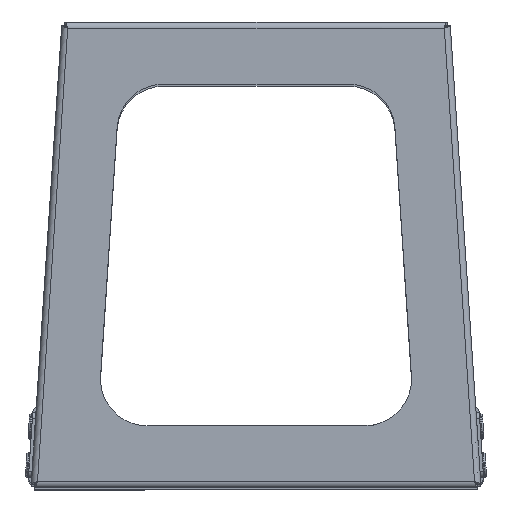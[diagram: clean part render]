
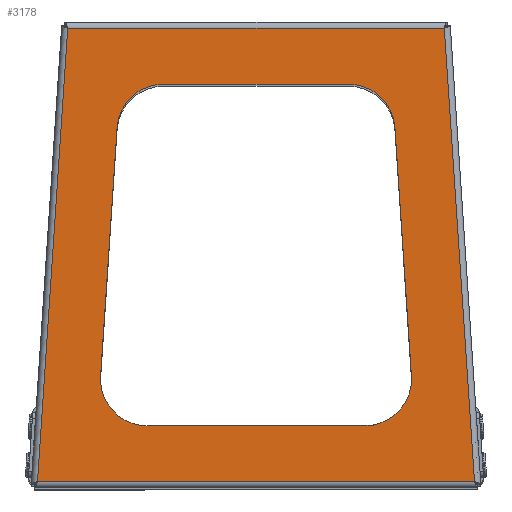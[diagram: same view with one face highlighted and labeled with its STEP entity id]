
A CAD part, top view. The second image highlights one B-rep face of the part: STEP entity #3178.
In plain terms, the highlighted planar face has unit normal (0, 0, 1).
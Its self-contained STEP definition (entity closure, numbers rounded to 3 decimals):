
#109 = AXIS2_PLACEMENT_3D ( 'NONE', #9686, #883, #4822 ) ;
#272 = ORIENTED_EDGE ( 'NONE', *, *, #2049, .F. ) ;
#347 = VECTOR ( 'NONE', #3467, 1000. ) ;
#353 = CIRCLE ( 'NONE', #8990, 30. ) ;
#369 = VECTOR ( 'NONE', #10725, 1000. ) ;
#370 = VECTOR ( 'NONE', #9943, 1000. ) ;
#392 = AXIS2_PLACEMENT_3D ( 'NONE', #8824, #12670, #3982 ) ;
#507 = EDGE_CURVE ( 'NONE', #1676, #1119, #5491, .T. ) ;
#559 = LINE ( 'NONE', #10339, #347 ) ;
#852 = CARTESIAN_POINT ( 'NONE',  ( -121.138, 147.799, 0. ) ) ;
#883 = DIRECTION ( 'NONE',  ( 0., 0., 1. ) ) ;
#908 = DIRECTION ( 'NONE',  ( -0.067, -0.998, 0. ) ) ;
#928 = CARTESIAN_POINT ( 'NONE',  ( 70.178, -110., 0. ) ) ;
#1119 = VERTEX_POINT ( 'NONE', #1951 ) ;
#1123 = DIRECTION ( 'NONE',  ( -0.067, -0.998, 0. ) ) ;
#1260 = ORIENTED_EDGE ( 'NONE', *, *, #5823, .T. ) ;
#1329 = VERTEX_POINT ( 'NONE', #6526 ) ;
#1414 = EDGE_CURVE ( 'NONE', #4968, #1329, #11579, .T. ) ;
#1523 = ORIENTED_EDGE ( 'NONE', *, *, #3220, .F. ) ;
#1589 = VECTOR ( 'NONE', #1123, 1000. ) ;
#1673 = ORIENTED_EDGE ( 'NONE', *, *, #10527, .F. ) ;
#1676 = VERTEX_POINT ( 'NONE', #5540 ) ;
#1690 = ORIENTED_EDGE ( 'NONE', *, *, #9378, .T. ) ;
#1703 = EDGE_CURVE ( 'NONE', #7431, #10715, #353, .T. ) ;
#1785 = VECTOR ( 'NONE', #908, 1000. ) ;
#1824 = ORIENTED_EDGE ( 'NONE', *, *, #5993, .F. ) ;
#1951 = CARTESIAN_POINT ( 'NONE',  ( 100.112, -78.004, 0. ) ) ;
#1952 = CARTESIAN_POINT ( 'NONE',  ( -59.511, 110., 0. ) ) ;
#2049 = EDGE_CURVE ( 'NONE', #10715, #5894, #9049, .T. ) ;
#2111 = DIRECTION ( 'NONE',  ( 0., 0., 1. ) ) ;
#2163 = VERTEX_POINT ( 'NONE', #7434 ) ;
#2280 = VERTEX_POINT ( 'NONE', #928 ) ;
#3071 = EDGE_CURVE ( 'NONE', #2163, #8409, #3789, .T. ) ;
#3178 = ADVANCED_FACE ( 'NONE', ( #11699, #3922 ), #10486, .T. ) ;
#3220 = EDGE_CURVE ( 'NONE', #11841, #2280, #8688, .T. ) ;
#3372 = AXIS2_PLACEMENT_3D ( 'NONE', #3670, #7719, #12541 ) ;
#3391 = EDGE_LOOP ( 'NONE', ( #6251, #1260, #3681, #1690 ) ) ;
#3459 = VECTOR ( 'NONE', #9794, 1000. ) ;
#3467 = DIRECTION ( 'NONE',  ( 1., 0., 0. ) ) ;
#3670 = CARTESIAN_POINT ( 'NONE',  ( 0., 0., 0. ) ) ;
#3681 = ORIENTED_EDGE ( 'NONE', *, *, #6935, .T. ) ;
#3699 = CIRCLE ( 'NONE', #6999, 30. ) ;
#3789 = CIRCLE ( 'NONE', #11983, 30. ) ;
#3922 = FACE_OUTER_BOUND ( 'NONE', #3391, .T. ) ;
#3982 = DIRECTION ( 'NONE',  ( -1., 0., 0. ) ) ;
#4205 = CARTESIAN_POINT ( 'NONE',  ( -89.445, 81.996, 0. ) ) ;
#4620 = DIRECTION ( 'NONE',  ( 1., 0., 0. ) ) ;
#4622 = CARTESIAN_POINT ( 'NONE',  ( -89.445, 81.996, 0. ) ) ;
#4671 = LINE ( 'NONE', #1952, #3459 ) ;
#4685 = DIRECTION ( 'NONE',  ( 0., 0., 1. ) ) ;
#4720 = EDGE_CURVE ( 'NONE', #5894, #11841, #5976, .T. ) ;
#4822 = DIRECTION ( 'NONE',  ( -1., 0., 0. ) ) ;
#4958 = LINE ( 'NONE', #6837, #370 ) ;
#4968 = VERTEX_POINT ( 'NONE', #11547 ) ;
#5481 = CARTESIAN_POINT ( 'NONE',  ( 59.511, 80., 0. ) ) ;
#5491 = CIRCLE ( 'NONE', #109, 30. ) ;
#5540 = CARTESIAN_POINT ( 'NONE',  ( 100.178, -80., 0. ) ) ;
#5559 = DIRECTION ( 'NONE',  ( -1., 0., 0. ) ) ;
#5823 = EDGE_CURVE ( 'NONE', #1329, #9822, #559, .T. ) ;
#5894 = VERTEX_POINT ( 'NONE', #10724 ) ;
#5976 = CIRCLE ( 'NONE', #392, 30. ) ;
#5990 = LINE ( 'NONE', #9876, #11664 ) ;
#5993 = EDGE_CURVE ( 'NONE', #1119, #2163, #5990, .T. ) ;
#6246 = CARTESIAN_POINT ( 'NONE',  ( 121.258, 146., 0. ) ) ;
#6251 = ORIENTED_EDGE ( 'NONE', *, *, #1414, .T. ) ;
#6253 = CARTESIAN_POINT ( 'NONE',  ( 59.511, 110., 0. ) ) ;
#6526 = CARTESIAN_POINT ( 'NONE',  ( -140.724, -146., 0. ) ) ;
#6629 = CARTESIAN_POINT ( 'NONE',  ( -59.511, 80., 0. ) ) ;
#6660 = CARTESIAN_POINT ( 'NONE',  ( 140.724, -146., 0. ) ) ;
#6837 = CARTESIAN_POINT ( 'NONE',  ( 123.06, 146., 0. ) ) ;
#6838 = DIRECTION ( 'NONE',  ( 1., 0., 0. ) ) ;
#6935 = EDGE_CURVE ( 'NONE', #9822, #11889, #9692, .T. ) ;
#6999 = AXIS2_PLACEMENT_3D ( 'NONE', #10137, #2111, #11155 ) ;
#7041 = ORIENTED_EDGE ( 'NONE', *, *, #507, .F. ) ;
#7431 = VERTEX_POINT ( 'NONE', #9806 ) ;
#7434 = CARTESIAN_POINT ( 'NONE',  ( 89.445, 81.996, 0. ) ) ;
#7719 = DIRECTION ( 'NONE',  ( 0., 0., 1. ) ) ;
#7726 = ORIENTED_EDGE ( 'NONE', *, *, #3071, .F. ) ;
#7744 = ORIENTED_EDGE ( 'NONE', *, *, #4720, .F. ) ;
#8289 = DIRECTION ( 'NONE',  ( 0., 0., 1. ) ) ;
#8409 = VERTEX_POINT ( 'NONE', #6253 ) ;
#8616 = CARTESIAN_POINT ( 'NONE',  ( 140.862, -148.06, 0. ) ) ;
#8688 = LINE ( 'NONE', #12604, #12191 ) ;
#8824 = CARTESIAN_POINT ( 'NONE',  ( -70.178, -80., 0. ) ) ;
#8990 = AXIS2_PLACEMENT_3D ( 'NONE', #6629, #4685, #4620 ) ;
#9039 = ORIENTED_EDGE ( 'NONE', *, *, #9088, .F. ) ;
#9049 = LINE ( 'NONE', #4205, #1589 ) ;
#9088 = EDGE_CURVE ( 'NONE', #8409, #7431, #4671, .T. ) ;
#9198 = ORIENTED_EDGE ( 'NONE', *, *, #1703, .F. ) ;
#9378 = EDGE_CURVE ( 'NONE', #11889, #4968, #4958, .T. ) ;
#9686 = CARTESIAN_POINT ( 'NONE',  ( 70.178, -80., 0. ) ) ;
#9692 = LINE ( 'NONE', #8616, #369 ) ;
#9794 = DIRECTION ( 'NONE',  ( -1., 0., 0. ) ) ;
#9806 = CARTESIAN_POINT ( 'NONE',  ( -59.511, 110., 0. ) ) ;
#9822 = VERTEX_POINT ( 'NONE', #6660 ) ;
#9876 = CARTESIAN_POINT ( 'NONE',  ( 100.112, -78.004, 0. ) ) ;
#9943 = DIRECTION ( 'NONE',  ( -1., 0., 0. ) ) ;
#10137 = CARTESIAN_POINT ( 'NONE',  ( 70.178, -80., 0. ) ) ;
#10203 = CARTESIAN_POINT ( 'NONE',  ( -70.178, -110., 0. ) ) ;
#10339 = CARTESIAN_POINT ( 'NONE',  ( -142.789, -146., 0. ) ) ;
#10486 = PLANE ( 'NONE',  #3372 ) ;
#10527 = EDGE_CURVE ( 'NONE', #2280, #1676, #3699, .T. ) ;
#10715 = VERTEX_POINT ( 'NONE', #4622 ) ;
#10724 = CARTESIAN_POINT ( 'NONE',  ( -100.112, -78.004, 0. ) ) ;
#10725 = DIRECTION ( 'NONE',  ( -0.067, 0.998, 0. ) ) ;
#11155 = DIRECTION ( 'NONE',  ( -1., 0., 0. ) ) ;
#11547 = CARTESIAN_POINT ( 'NONE',  ( -121.258, 146., 0. ) ) ;
#11579 = LINE ( 'NONE', #852, #1785 ) ;
#11664 = VECTOR ( 'NONE', #12597, 1000. ) ;
#11699 = FACE_BOUND ( 'NONE', #12074, .T. ) ;
#11841 = VERTEX_POINT ( 'NONE', #10203 ) ;
#11889 = VERTEX_POINT ( 'NONE', #6246 ) ;
#11983 = AXIS2_PLACEMENT_3D ( 'NONE', #5481, #8289, #5559 ) ;
#12074 = EDGE_LOOP ( 'NONE', ( #1673, #1523, #7744, #272, #9198, #9039, #7726, #1824, #7041 ) ) ;
#12191 = VECTOR ( 'NONE', #6838, 1000. ) ;
#12541 = DIRECTION ( 'NONE',  ( 1., 0., 0. ) ) ;
#12597 = DIRECTION ( 'NONE',  ( -0.067, 0.998, 0. ) ) ;
#12604 = CARTESIAN_POINT ( 'NONE',  ( -70.178, -110., 0. ) ) ;
#12670 = DIRECTION ( 'NONE',  ( 0., 0., 1. ) ) ;
